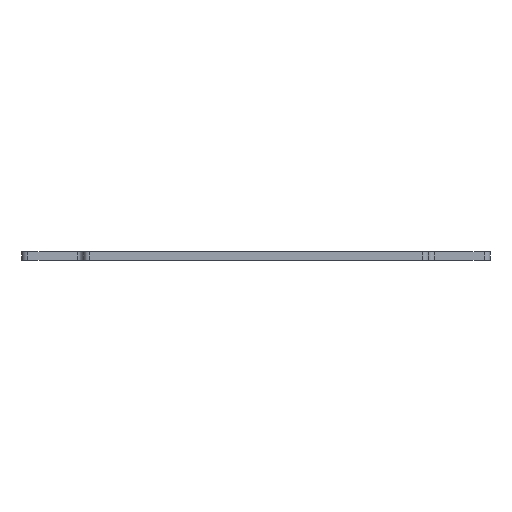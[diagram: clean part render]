
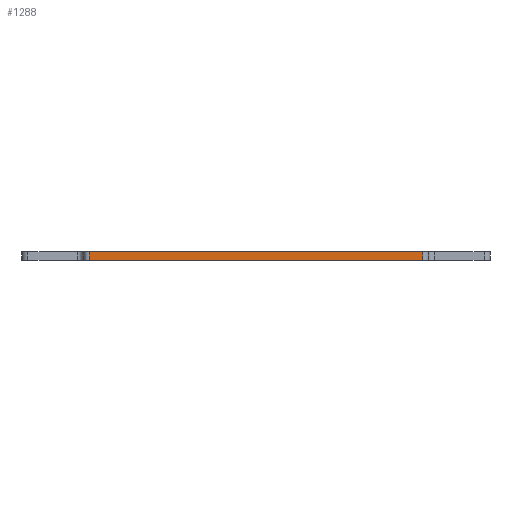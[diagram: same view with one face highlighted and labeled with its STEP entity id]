
A CAD part, front view. The second image highlights one B-rep face of the part: STEP entity #1288.
In plain terms, the highlighted planar face has unit normal (0, -1, 0).
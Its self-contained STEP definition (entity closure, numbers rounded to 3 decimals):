
#104 = DIRECTION ( 'NONE',  ( 0., 0., -1. ) ) ;
#230 = CARTESIAN_POINT ( 'NONE',  ( -28.5, -80.464, 1.5 ) ) ;
#246 = ORIENTED_EDGE ( 'NONE', *, *, #2276, .T. ) ;
#395 = CARTESIAN_POINT ( 'NONE',  ( 0., -80.464, 1.5 ) ) ;
#406 = PLANE ( 'NONE',  #1433 ) ;
#422 = VERTEX_POINT ( 'NONE', #230 ) ;
#558 = VERTEX_POINT ( 'NONE', #1278 ) ;
#681 = VECTOR ( 'NONE', #731, 1000. ) ;
#692 = ORIENTED_EDGE ( 'NONE', *, *, #2328, .F. ) ;
#731 = DIRECTION ( 'NONE',  ( -1., 0., 0. ) ) ;
#753 = EDGE_CURVE ( 'NONE', #1830, #558, #2679, .T. ) ;
#840 = CARTESIAN_POINT ( 'NONE',  ( 28.5, -80.464, 1.5 ) ) ;
#897 = ORIENTED_EDGE ( 'NONE', *, *, #753, .F. ) ;
#982 = CARTESIAN_POINT ( 'NONE',  ( 0., -80.464, 0. ) ) ;
#1006 = FACE_OUTER_BOUND ( 'NONE', #2848, .T. ) ;
#1068 = DIRECTION ( 'NONE',  ( 0., -1., 0. ) ) ;
#1096 = LINE ( 'NONE', #1379, #2144 ) ;
#1202 = CARTESIAN_POINT ( 'NONE',  ( -28.5, -80.464, 1.5 ) ) ;
#1278 = CARTESIAN_POINT ( 'NONE',  ( 28.5, -80.464, 0. ) ) ;
#1288 = ADVANCED_FACE ( 'NONE', ( #1006 ), #406, .T. ) ;
#1318 = CARTESIAN_POINT ( 'NONE',  ( -28.5, -80.464, 0. ) ) ;
#1362 = VECTOR ( 'NONE', #104, 1000. ) ;
#1379 = CARTESIAN_POINT ( 'NONE',  ( 0., -80.464, 1.5 ) ) ;
#1433 = AXIS2_PLACEMENT_3D ( 'NONE', #395, #1068, #2025 ) ;
#1474 = DIRECTION ( 'NONE',  ( 0., 0., -1. ) ) ;
#1597 = VECTOR ( 'NONE', #1474, 1000. ) ;
#1608 = EDGE_CURVE ( 'NONE', #422, #2026, #3047, .T. ) ;
#1830 = VERTEX_POINT ( 'NONE', #2913 ) ;
#2025 = DIRECTION ( 'NONE',  ( 0., 0., -1. ) ) ;
#2026 = VERTEX_POINT ( 'NONE', #1318 ) ;
#2144 = VECTOR ( 'NONE', #3065, 1000. ) ;
#2276 = EDGE_CURVE ( 'NONE', #1830, #422, #1096, .T. ) ;
#2328 = EDGE_CURVE ( 'NONE', #558, #2026, #2385, .T. ) ;
#2385 = LINE ( 'NONE', #982, #681 ) ;
#2679 = LINE ( 'NONE', #840, #1362 ) ;
#2848 = EDGE_LOOP ( 'NONE', ( #692, #897, #246, #2932 ) ) ;
#2913 = CARTESIAN_POINT ( 'NONE',  ( 28.5, -80.464, 1.5 ) ) ;
#2932 = ORIENTED_EDGE ( 'NONE', *, *, #1608, .T. ) ;
#3047 = LINE ( 'NONE', #1202, #1597 ) ;
#3065 = DIRECTION ( 'NONE',  ( -1., 0., 0. ) ) ;
